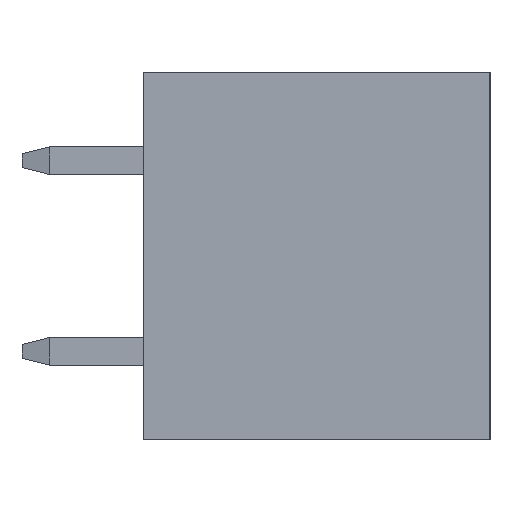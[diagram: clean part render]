
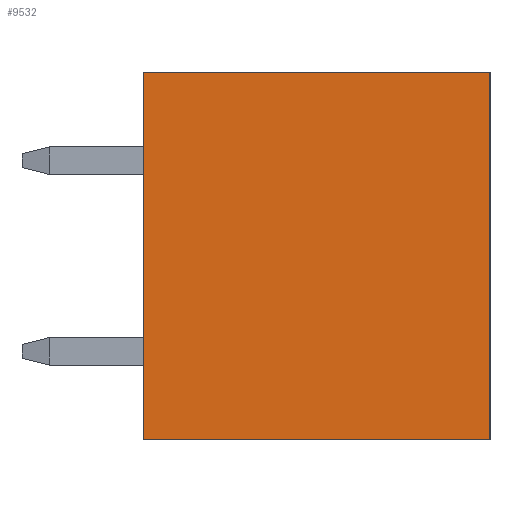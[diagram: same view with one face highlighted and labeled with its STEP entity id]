
A CAD part, left-side view. The second image highlights one B-rep face of the part: STEP entity #9532.
In plain terms, the highlighted planar face has unit normal (-1, 0, 0).
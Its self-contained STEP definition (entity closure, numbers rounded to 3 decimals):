
#1196=LINE('',#15454,#2252);
#1206=LINE('',#15475,#2262);
#1211=LINE('',#15484,#2267);
#1236=LINE('',#15528,#2292);
#2252=VECTOR('',#12637,1000.);
#2262=VECTOR('',#12651,1000.);
#2267=VECTOR('',#12658,1000.);
#2292=VECTOR('',#12691,1000.);
#4603=ORIENTED_EDGE('',*,*,#6221,.T.);
#4604=ORIENTED_EDGE('',*,*,#6211,.T.);
#4605=ORIENTED_EDGE('',*,*,#6254,.T.);
#4606=ORIENTED_EDGE('',*,*,#6226,.T.);
#6211=EDGE_CURVE('',#7172,#7171,#1196,.T.);
#6221=EDGE_CURVE('',#7181,#7172,#1206,.T.);
#6226=EDGE_CURVE('',#7184,#7181,#1211,.T.);
#6254=EDGE_CURVE('',#7171,#7184,#1236,.T.);
#7171=VERTEX_POINT('',#15453);
#7172=VERTEX_POINT('',#15455);
#7181=VERTEX_POINT('',#15476);
#7184=VERTEX_POINT('',#15485);
#8000=EDGE_LOOP('',(#4603,#4604,#4605,#4606));
#8630=FACE_BOUND('',#8000,.T.);
#9031=PLANE('',#10327);
#9532=ADVANCED_FACE('',(#8630),#9031,.T.);
#10327=AXIS2_PLACEMENT_3D('',#15529,#12692,#12693);
#12637=DIRECTION('',(0.,-1.,0.));
#12651=DIRECTION('',(0.,0.,-1.));
#12658=DIRECTION('',(0.,1.,0.));
#12691=DIRECTION('',(0.,0.,1.));
#12692=DIRECTION('',(-1.,0.,0.));
#12693=DIRECTION('',(0.,0.,1.));
#15453=CARTESIAN_POINT('',(-12.65,-5.,-5.3));
#15454=CARTESIAN_POINT('',(-12.65,5.,-5.3));
#15455=CARTESIAN_POINT('',(-12.65,5.,-5.3));
#15475=CARTESIAN_POINT('',(-12.65,5.,5.3));
#15476=CARTESIAN_POINT('',(-12.65,5.,5.3));
#15484=CARTESIAN_POINT('',(-12.65,-5.,5.3));
#15485=CARTESIAN_POINT('',(-12.65,-5.,5.3));
#15528=CARTESIAN_POINT('',(-12.65,-5.,-5.3));
#15529=CARTESIAN_POINT('',(-12.65,0.,0.));
